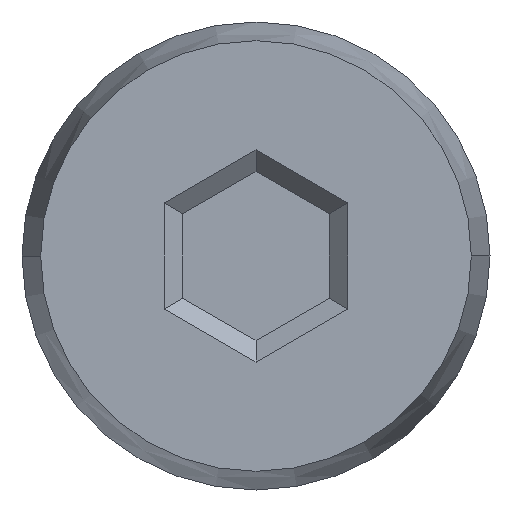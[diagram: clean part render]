
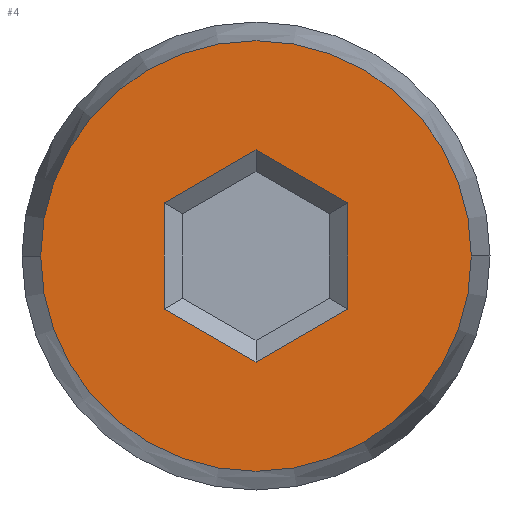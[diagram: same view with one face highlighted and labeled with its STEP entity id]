
A CAD part, left-side view. The second image highlights one B-rep face of the part: STEP entity #4.
In plain terms, the highlighted planar face has unit normal (-1, 0, 0).
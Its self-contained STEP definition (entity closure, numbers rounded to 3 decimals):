
#1 = ORIENTED_EDGE ( 'NONE', *, *, #22, .T. ) ;
#2 = VERTEX_POINT ( 'NONE', #183 ) ;
#3 = VERTEX_POINT ( 'NONE', #182 ) ;
#4 = ADVANCED_FACE ( 'NONE', ( #181, #180 ), #136, .T. ) ;
#5 = ORIENTED_EDGE ( 'NONE', *, *, #7, .T. ) ;
#6 = EDGE_LOOP ( 'NONE', ( #5, #1, #28, #27, #16, #19 ) ) ;
#7 = EDGE_CURVE ( 'NONE', #3, #2, #131, .T. ) ;
#16 = ORIENTED_EDGE ( 'NONE', *, *, #25, .T. ) ;
#17 = EDGE_CURVE ( 'NONE', #24, #3, #234, .T. ) ;
#19 = ORIENTED_EDGE ( 'NONE', *, *, #17, .T. ) ;
#22 = EDGE_CURVE ( 'NONE', #2, #34, #318, .T. ) ;
#23 = ORIENTED_EDGE ( 'NONE', *, *, #66, .F. ) ;
#24 = VERTEX_POINT ( 'NONE', #358 ) ;
#25 = EDGE_CURVE ( 'NONE', #47, #24, #336, .T. ) ;
#26 = ORIENTED_EDGE ( 'NONE', *, *, #52, .F. ) ;
#27 = ORIENTED_EDGE ( 'NONE', *, *, #35, .T. ) ;
#28 = ORIENTED_EDGE ( 'NONE', *, *, #42, .T. ) ;
#31 = EDGE_LOOP ( 'NONE', ( #23, #26 ) ) ;
#34 = VERTEX_POINT ( 'NONE', #346 ) ;
#35 = EDGE_CURVE ( 'NONE', #41, #47, #344, .T. ) ;
#41 = VERTEX_POINT ( 'NONE', #488 ) ;
#42 = EDGE_CURVE ( 'NONE', #34, #41, #476, .T. ) ;
#47 = VERTEX_POINT ( 'NONE', #451 ) ;
#52 = EDGE_CURVE ( 'NONE', #69, #67, #439, .T. ) ;
#66 = EDGE_CURVE ( 'NONE', #67, #69, #393, .T. ) ;
#67 = VERTEX_POINT ( 'NONE', #599 ) ;
#69 = VERTEX_POINT ( 'NONE', #595 ) ;
#129 = VECTOR ( 'NONE', #241, 1000. ) ;
#130 = CARTESIAN_POINT ( 'NONE',  ( -20.751, 2.615, -2.331 ) ) ;
#131 = LINE ( 'NONE', #130, #129 ) ;
#132 = DIRECTION ( 'NONE',  ( 0., -1., 0. ) ) ;
#133 = DIRECTION ( 'NONE',  ( -1., 0., 0. ) ) ;
#134 = CARTESIAN_POINT ( 'NONE',  ( -20.751, 2.742, -0.965 ) ) ;
#135 = AXIS2_PLACEMENT_3D ( 'NONE', #134, #133, #132 ) ;
#136 = PLANE ( 'NONE',  #135 ) ;
#180 = FACE_OUTER_BOUND ( 'NONE', #31, .T. ) ;
#181 = FACE_BOUND ( 'NONE', #6, .T. ) ;
#182 = CARTESIAN_POINT ( 'NONE',  ( -20.751, 1.496, -1.685 ) ) ;
#183 = CARTESIAN_POINT ( 'NONE',  ( -20.751, 2.742, -2.404 ) ) ;
#231 = DIRECTION ( 'NONE',  ( 0., 0., -1. ) ) ;
#232 = VECTOR ( 'NONE', #231, 1000. ) ;
#233 = CARTESIAN_POINT ( 'NONE',  ( -20.751, 1.496, -1.538 ) ) ;
#234 = LINE ( 'NONE', #233, #232 ) ;
#241 = DIRECTION ( 'NONE',  ( 0., 0.866, -0.5 ) ) ;
#318 = LINE ( 'NONE', #361, #360 ) ;
#333 = DIRECTION ( 'NONE',  ( 0., -0.866, -0.5 ) ) ;
#334 = VECTOR ( 'NONE', #333, 1000. ) ;
#335 = CARTESIAN_POINT ( 'NONE',  ( -20.751, 1.623, -0.172 ) ) ;
#336 = LINE ( 'NONE', #335, #334 ) ;
#344 = LINE ( 'NONE', #518, #517 ) ;
#346 = CARTESIAN_POINT ( 'NONE',  ( -20.751, 3.988, -1.685 ) ) ;
#358 = CARTESIAN_POINT ( 'NONE',  ( -20.751, 1.496, -0.246 ) ) ;
#359 = DIRECTION ( 'NONE',  ( 0., 0.866, 0.5 ) ) ;
#360 = VECTOR ( 'NONE', #359, 1000. ) ;
#361 = CARTESIAN_POINT ( 'NONE',  ( -20.751, 3.861, -1.758 ) ) ;
#390 = DIRECTION ( 'NONE',  ( 0., 1., 0. ) ) ;
#391 = DIRECTION ( 'NONE',  ( 1., 0., 0. ) ) ;
#392 = AXIS2_PLACEMENT_3D ( 'NONE', #399, #391, #390 ) ;
#393 = CIRCLE ( 'NONE', #392, 2.921 ) ;
#399 = CARTESIAN_POINT ( 'NONE',  ( -20.751, 2.742, -0.965 ) ) ;
#434 = DIRECTION ( 'NONE',  ( 0., 1., 0. ) ) ;
#435 = DIRECTION ( 'NONE',  ( 1., 0., 0. ) ) ;
#437 = CARTESIAN_POINT ( 'NONE',  ( -20.751, 2.742, -0.965 ) ) ;
#438 = AXIS2_PLACEMENT_3D ( 'NONE', #437, #435, #434 ) ;
#439 = CIRCLE ( 'NONE', #438, 2.921 ) ;
#451 = CARTESIAN_POINT ( 'NONE',  ( -20.751, 2.742, 0.474 ) ) ;
#473 = DIRECTION ( 'NONE',  ( 0., 0., 1. ) ) ;
#474 = VECTOR ( 'NONE', #473, 1000. ) ;
#475 = CARTESIAN_POINT ( 'NONE',  ( -20.751, 3.988, -0.392 ) ) ;
#476 = LINE ( 'NONE', #475, #474 ) ;
#488 = CARTESIAN_POINT ( 'NONE',  ( -20.751, 3.988, -0.246 ) ) ;
#516 = DIRECTION ( 'NONE',  ( 0., -0.866, 0.5 ) ) ;
#517 = VECTOR ( 'NONE', #516, 1000. ) ;
#518 = CARTESIAN_POINT ( 'NONE',  ( -20.751, 2.869, 0.401 ) ) ;
#595 = CARTESIAN_POINT ( 'NONE',  ( -20.751, -0.179, -0.965 ) ) ;
#599 = CARTESIAN_POINT ( 'NONE',  ( -20.751, 5.663, -0.965 ) ) ;
